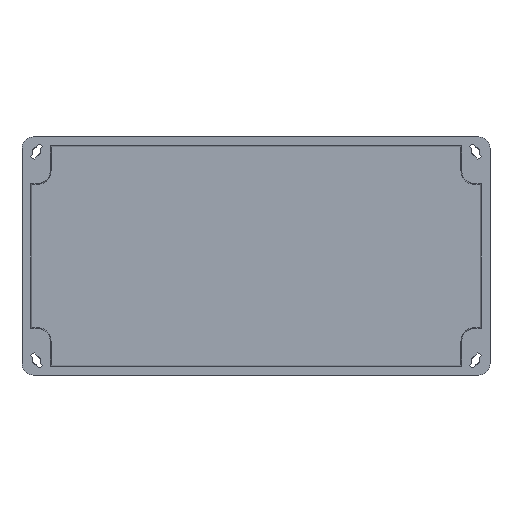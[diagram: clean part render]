
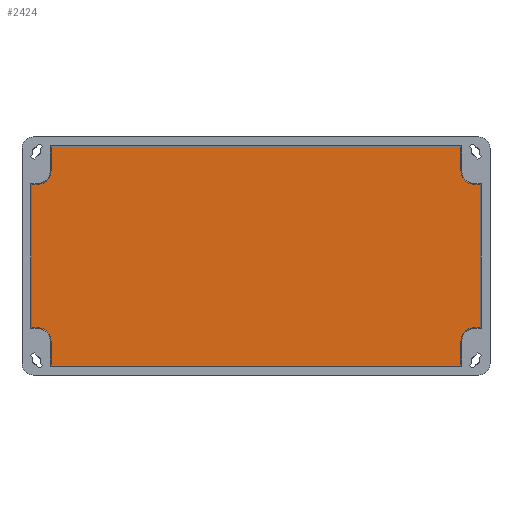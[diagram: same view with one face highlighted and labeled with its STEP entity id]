
A CAD part, front view. The second image highlights one B-rep face of the part: STEP entity #2424.
In plain terms, the highlighted planar face has unit normal (0, -1, 0).
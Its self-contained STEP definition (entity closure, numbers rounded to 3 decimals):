
#461 = ORIENTED_EDGE ( 'NONE', *, *, #462, .T. ) ;
#462 = EDGE_CURVE ( 'NONE', #478, #463, #1273, .T. ) ;
#463 = VERTEX_POINT ( 'NONE', #1265 ) ;
#464 = ORIENTED_EDGE ( 'NONE', *, *, #465, .T. ) ;
#465 = EDGE_CURVE ( 'NONE', #463, #469, #1264, .T. ) ;
#469 = VERTEX_POINT ( 'NONE', #1256 ) ;
#470 = ORIENTED_EDGE ( 'NONE', *, *, #471, .T. ) ;
#471 = EDGE_CURVE ( 'NONE', #469, #472, #1250, .T. ) ;
#472 = VERTEX_POINT ( 'NONE', #1246 ) ;
#475 = VERTEX_POINT ( 'NONE', #1243 ) ;
#476 = ORIENTED_EDGE ( 'NONE', *, *, #477, .T. ) ;
#477 = EDGE_CURVE ( 'NONE', #475, #478, #1238, .T. ) ;
#478 = VERTEX_POINT ( 'NONE', #1233 ) ;
#481 = EDGE_CURVE ( 'NONE', #2496, #2498, #1631, .T. ) ;
#482 = ORIENTED_EDGE ( 'NONE', *, *, #483, .T. ) ;
#483 = EDGE_CURVE ( 'NONE', #2498, #475, #1627, .T. ) ;
#486 = ORIENTED_EDGE ( 'NONE', *, *, #487, .T. ) ;
#487 = EDGE_CURVE ( 'NONE', #472, #488, #1617, .T. ) ;
#488 = VERTEX_POINT ( 'NONE', #1612 ) ;
#489 = ORIENTED_EDGE ( 'NONE', *, *, #490, .T. ) ;
#490 = EDGE_CURVE ( 'NONE', #488, #491, #1611, .T. ) ;
#491 = VERTEX_POINT ( 'NONE', #1607 ) ;
#492 = ORIENTED_EDGE ( 'NONE', *, *, #493, .T. ) ;
#493 = EDGE_CURVE ( 'NONE', #491, #494, #1507, .T. ) ;
#494 = VERTEX_POINT ( 'NONE', #1503 ) ;
#1233 = CARTESIAN_POINT ( 'NONE',  ( 114.2, 21.5, -37.325 ) ) ;
#1234 = DIRECTION ( 'NONE',  ( 0., 0., 1. ) ) ;
#1235 = DIRECTION ( 'NONE',  ( 0., 1., 0. ) ) ;
#1236 = CARTESIAN_POINT ( 'NONE',  ( 114.2, 21.5, -44.6 ) ) ;
#1237 = AXIS2_PLACEMENT_3D ( 'NONE', #1236, #1235, #1234 ) ;
#1238 = CIRCLE ( 'NONE', #1237, 7.275 ) ;
#1243 = CARTESIAN_POINT ( 'NONE',  ( 106.925, 21.5, -44.6 ) ) ;
#1246 = CARTESIAN_POINT ( 'NONE',  ( 114.2, 21.5, 37.325 ) ) ;
#1247 = DIRECTION ( 'NONE',  ( -1., 0., 0. ) ) ;
#1248 = VECTOR ( 'NONE', #1247, 1000. ) ;
#1249 = CARTESIAN_POINT ( 'NONE',  ( 117.5, 21.5, 37.325 ) ) ;
#1250 = LINE ( 'NONE', #1249, #1248 ) ;
#1256 = CARTESIAN_POINT ( 'NONE',  ( 117.125, 21.5, 37.325 ) ) ;
#1261 = DIRECTION ( 'NONE',  ( 0., 0., 1. ) ) ;
#1262 = VECTOR ( 'NONE', #1261, 1000. ) ;
#1263 = CARTESIAN_POINT ( 'NONE',  ( 117.125, 21.5, -37.7 ) ) ;
#1264 = LINE ( 'NONE', #1263, #1262 ) ;
#1265 = CARTESIAN_POINT ( 'NONE',  ( 117.125, 21.5, -37.325 ) ) ;
#1266 = DIRECTION ( 'NONE',  ( 1., 0., 0. ) ) ;
#1267 = VECTOR ( 'NONE', #1266, 1000. ) ;
#1268 = CARTESIAN_POINT ( 'NONE',  ( 117.5, 21.5, -37.325 ) ) ;
#1273 = LINE ( 'NONE', #1268, #1267 ) ;
#1503 = CARTESIAN_POINT ( 'NONE',  ( -106.925, 21.5, 57.125 ) ) ;
#1504 = DIRECTION ( 'NONE',  ( -1., 0., 0. ) ) ;
#1505 = VECTOR ( 'NONE', #1504, 1000. ) ;
#1506 = CARTESIAN_POINT ( 'NONE',  ( -107.3, 21.5, 57.125 ) ) ;
#1507 = LINE ( 'NONE', #1506, #1505 ) ;
#1607 = CARTESIAN_POINT ( 'NONE',  ( 106.925, 21.5, 57.125 ) ) ;
#1608 = DIRECTION ( 'NONE',  ( 0., 0., 1. ) ) ;
#1609 = VECTOR ( 'NONE', #1608, 1000. ) ;
#1610 = CARTESIAN_POINT ( 'NONE',  ( 106.925, 21.5, 44.6 ) ) ;
#1611 = LINE ( 'NONE', #1610, #1609 ) ;
#1612 = CARTESIAN_POINT ( 'NONE',  ( 106.925, 21.5, 44.6 ) ) ;
#1613 = DIRECTION ( 'NONE',  ( 0., 0., 1. ) ) ;
#1614 = DIRECTION ( 'NONE',  ( 0., 1., 0. ) ) ;
#1615 = CARTESIAN_POINT ( 'NONE',  ( 114.2, 21.5, 44.6 ) ) ;
#1616 = AXIS2_PLACEMENT_3D ( 'NONE', #1615, #1614, #1613 ) ;
#1617 = CIRCLE ( 'NONE', #1616, 7.275 ) ;
#1624 = DIRECTION ( 'NONE',  ( 0., 0., 1. ) ) ;
#1625 = VECTOR ( 'NONE', #1624, 1000. ) ;
#1626 = CARTESIAN_POINT ( 'NONE',  ( 106.925, 21.5, -44.6 ) ) ;
#1627 = LINE ( 'NONE', #1626, #1625 ) ;
#1628 = DIRECTION ( 'NONE',  ( 1., 0., 0. ) ) ;
#1629 = VECTOR ( 'NONE', #1628, 1000. ) ;
#1630 = CARTESIAN_POINT ( 'NONE',  ( -107.3, 21.5, -57.125 ) ) ;
#1631 = LINE ( 'NONE', #1630, #1629 ) ;
#2069 = LINE ( 'NONE', #2210, #2209 ) ;
#2080 = DIRECTION ( 'NONE',  ( -1., 0., 0. ) ) ;
#2081 = VECTOR ( 'NONE', #2080, 1000. ) ;
#2082 = CARTESIAN_POINT ( 'NONE',  ( -117.5, 21.5, 37.325 ) ) ;
#2083 = LINE ( 'NONE', #2082, #2081 ) ;
#2084 = DIRECTION ( 'NONE',  ( 0., 0., 1. ) ) ;
#2085 = DIRECTION ( 'NONE',  ( 0., 1., 0. ) ) ;
#2094 = CARTESIAN_POINT ( 'NONE',  ( 116.1, 21.5, -56.1 ) ) ;
#2095 = AXIS2_PLACEMENT_3D ( 'NONE', #2094, #2085, #2084 ) ;
#2096 = PLANE ( 'NONE',  #2095 ) ;
#2097 = FACE_OUTER_BOUND ( 'NONE', #2456, .T. ) ;
#2116 = CARTESIAN_POINT ( 'NONE',  ( 106.925, 21.5, -57.125 ) ) ;
#2117 = CARTESIAN_POINT ( 'NONE',  ( -106.925, 21.5, -57.125 ) ) ;
#2118 = DIRECTION ( 'NONE',  ( 0., 0., -1. ) ) ;
#2119 = VECTOR ( 'NONE', #2118, 1000. ) ;
#2120 = CARTESIAN_POINT ( 'NONE',  ( -106.925, 21.5, -44.6 ) ) ;
#2121 = LINE ( 'NONE', #2120, #2119 ) ;
#2122 = CARTESIAN_POINT ( 'NONE',  ( -106.925, 21.5, -44.6 ) ) ;
#2123 = DIRECTION ( 'NONE',  ( 0., 0., 1. ) ) ;
#2124 = DIRECTION ( 'NONE',  ( 0., 1., 0. ) ) ;
#2125 = CARTESIAN_POINT ( 'NONE',  ( -114.2, 21.5, -44.6 ) ) ;
#2126 = AXIS2_PLACEMENT_3D ( 'NONE', #2125, #2124, #2123 ) ;
#2127 = CIRCLE ( 'NONE', #2126, 7.275 ) ;
#2128 = CARTESIAN_POINT ( 'NONE',  ( -114.2, 21.5, -37.325 ) ) ;
#2165 = DIRECTION ( 'NONE',  ( 1., 0., 0. ) ) ;
#2166 = VECTOR ( 'NONE', #2165, 1000. ) ;
#2167 = CARTESIAN_POINT ( 'NONE',  ( -117.5, 21.5, -37.325 ) ) ;
#2168 = LINE ( 'NONE', #2167, #2166 ) ;
#2169 = CARTESIAN_POINT ( 'NONE',  ( -117.125, 21.5, -37.325 ) ) ;
#2170 = CARTESIAN_POINT ( 'NONE',  ( -117.125, 21.5, 37.325 ) ) ;
#2171 = DIRECTION ( 'NONE',  ( 0., 0., -1. ) ) ;
#2172 = VECTOR ( 'NONE', #2171, 1000. ) ;
#2173 = CARTESIAN_POINT ( 'NONE',  ( -117.125, 21.5, -37.7 ) ) ;
#2174 = LINE ( 'NONE', #2173, #2172 ) ;
#2201 = CARTESIAN_POINT ( 'NONE',  ( -114.2, 21.5, 37.325 ) ) ;
#2202 = DIRECTION ( 'NONE',  ( 0., 0., 1. ) ) ;
#2203 = DIRECTION ( 'NONE',  ( 0., 1., 0. ) ) ;
#2204 = CARTESIAN_POINT ( 'NONE',  ( -114.2, 21.5, 44.6 ) ) ;
#2205 = AXIS2_PLACEMENT_3D ( 'NONE', #2204, #2203, #2202 ) ;
#2206 = CIRCLE ( 'NONE', #2205, 7.275 ) ;
#2207 = CARTESIAN_POINT ( 'NONE',  ( -106.925, 21.5, 44.6 ) ) ;
#2208 = DIRECTION ( 'NONE',  ( 0., 0., -1. ) ) ;
#2209 = VECTOR ( 'NONE', #2208, 1000. ) ;
#2210 = CARTESIAN_POINT ( 'NONE',  ( -106.925, 21.5, 44.6 ) ) ;
#2424 = ADVANCED_FACE ( 'NONE', ( #2097 ), #2096, .F. ) ;
#2429 = EDGE_CURVE ( 'NONE', #2439, #2459, #2083, .T. ) ;
#2434 = ORIENTED_EDGE ( 'NONE', *, *, #2435, .T. ) ;
#2435 = EDGE_CURVE ( 'NONE', #494, #2436, #2069, .T. ) ;
#2436 = VERTEX_POINT ( 'NONE', #2207 ) ;
#2437 = ORIENTED_EDGE ( 'NONE', *, *, #2438, .T. ) ;
#2438 = EDGE_CURVE ( 'NONE', #2436, #2439, #2206, .T. ) ;
#2439 = VERTEX_POINT ( 'NONE', #2201 ) ;
#2440 = ORIENTED_EDGE ( 'NONE', *, *, #2429, .T. ) ;
#2456 = EDGE_LOOP ( 'NONE', ( #2457, #2461, #2491, #2494, #2497, #482, #476, #461, #464, #470, #486, #489, #492, #2434, #2437, #2440 ) ) ;
#2457 = ORIENTED_EDGE ( 'NONE', *, *, #2458, .T. ) ;
#2458 = EDGE_CURVE ( 'NONE', #2459, #2460, #2174, .T. ) ;
#2459 = VERTEX_POINT ( 'NONE', #2170 ) ;
#2460 = VERTEX_POINT ( 'NONE', #2169 ) ;
#2461 = ORIENTED_EDGE ( 'NONE', *, *, #2462, .T. ) ;
#2462 = EDGE_CURVE ( 'NONE', #2460, #2490, #2168, .T. ) ;
#2490 = VERTEX_POINT ( 'NONE', #2128 ) ;
#2491 = ORIENTED_EDGE ( 'NONE', *, *, #2492, .T. ) ;
#2492 = EDGE_CURVE ( 'NONE', #2490, #2493, #2127, .T. ) ;
#2493 = VERTEX_POINT ( 'NONE', #2122 ) ;
#2494 = ORIENTED_EDGE ( 'NONE', *, *, #2495, .T. ) ;
#2495 = EDGE_CURVE ( 'NONE', #2493, #2496, #2121, .T. ) ;
#2496 = VERTEX_POINT ( 'NONE', #2117 ) ;
#2497 = ORIENTED_EDGE ( 'NONE', *, *, #481, .T. ) ;
#2498 = VERTEX_POINT ( 'NONE', #2116 ) ;
